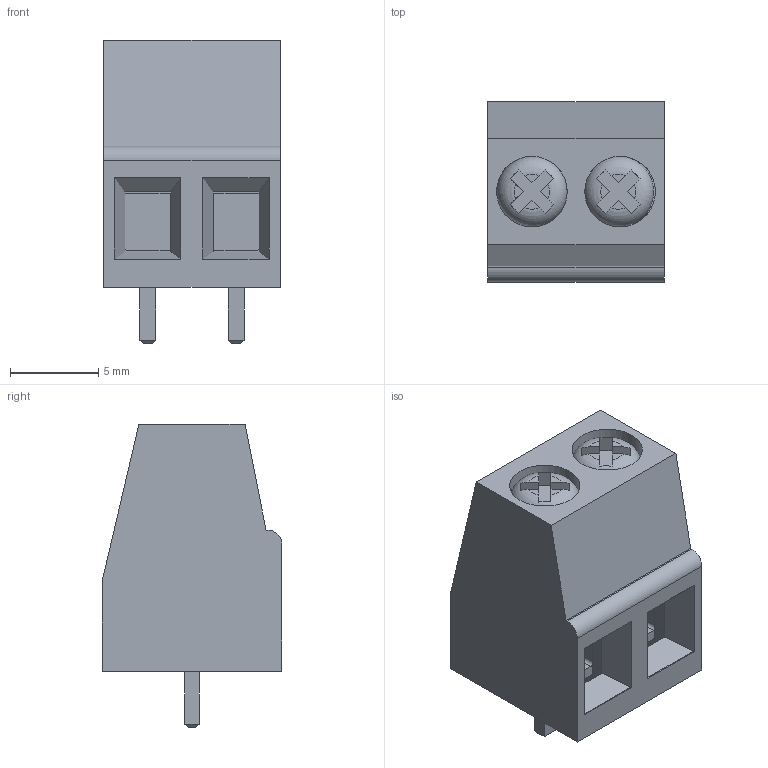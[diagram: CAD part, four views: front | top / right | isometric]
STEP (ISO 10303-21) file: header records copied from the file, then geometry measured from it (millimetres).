
FILE_DESCRIPTION(('FreeCAD Model'),'2;1');
FILE_NAME('TerminalBlock_Degson_DG128-5.0-02P.step', '2019-09-01T23:58:24',('Author'),(''), 'Open CASCADE STEP processor 7.3','FreeCAD','Unknown');
FILE_SCHEMA(('AUTOMOTIVE_DESIGN { 1 0 10303 214 1 1 1 1 }'));
Length unit declared in the file: millimetre
Products named in the file (1): Fusion
Bounding box: 10 x 10.2 x 17.2 mm (x, y, z)
Volume: 948.2 mm3; surface area: 1251.3 mm2
Topology: 1 solids, 1 shells, 151 faces, 416 edges, 267 vertices
Faces by surface type: plane 136, cylinder 13, torus 2
Full cylindrical faces by diameter (mm): 4 x2
Entity records: 12070 total; most frequent: CARTESIAN_POINT 2884, DIRECTION 1428, LINE 1001, VECTOR 1001, ORIENTED_EDGE 832, PCURVE 832, DEFINITIONAL_REPRESENTATION 832, EDGE_CURVE 416
